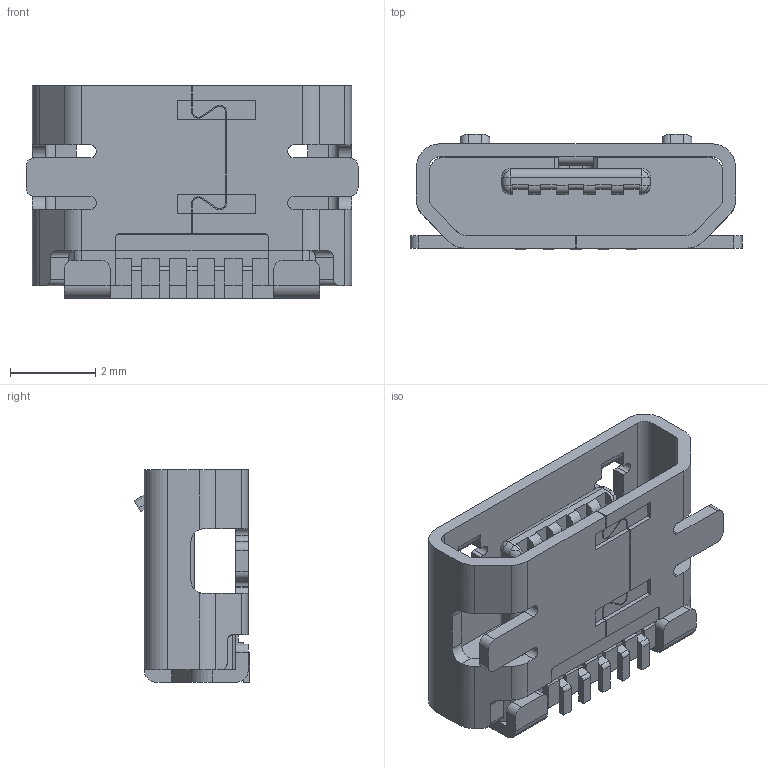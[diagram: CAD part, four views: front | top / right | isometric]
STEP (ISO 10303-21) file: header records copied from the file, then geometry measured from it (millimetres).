
FILE_DESCRIPTION (( 'STEP AP214' ), '1' );
FILE_NAME ('usb_socket.STEP', '2022-04-08T22:09:27', ( '' ), ( '' ), 'SwSTEP 2.0', 'SolidWorks 2022', '' );
FILE_SCHEMA (( 'AUTOMOTIVE_DESIGN' ));
Length unit declared in the file: millimetre
Products named in the file (1): usb_socket
Bounding box: 7.8 x 2.71 x 5 mm (x, y, z)
Volume: 42.7 mm3; surface area: 245.6 mm2
Topology: 1 solids, 1 shells, 369 faces, 1081 edges, 706 vertices
Faces by surface type: plane 249, cylinder 112, sphere 8
Entity records: 16368 total; most frequent: CARTESIAN_POINT 2297, ORIENTED_EDGE 2162, DIRECTION 2027, EDGE_CURVE 1081, LINE 831, VECTOR 831, VERTEX_POINT 706, AXIS2_PLACEMENT_3D 598
